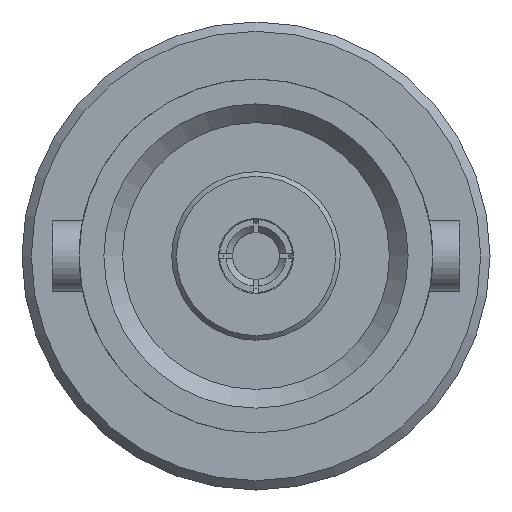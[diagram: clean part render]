
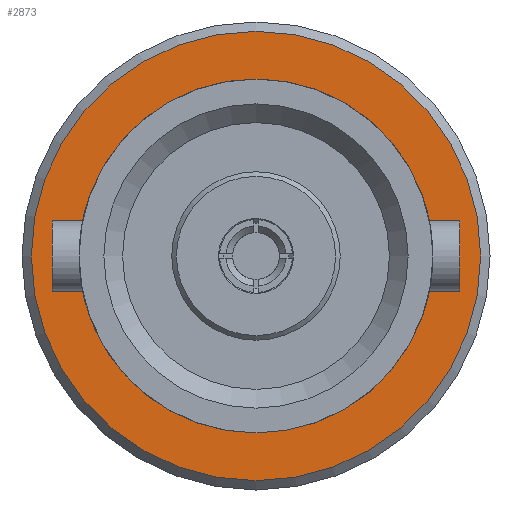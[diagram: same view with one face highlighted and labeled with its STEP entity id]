
A CAD part, left-side view. The second image highlights one B-rep face of the part: STEP entity #2873.
In plain terms, the highlighted planar face has unit normal (-1, 0, 0).
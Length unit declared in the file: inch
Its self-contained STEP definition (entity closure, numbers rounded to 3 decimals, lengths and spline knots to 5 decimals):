
#185 = CARTESIAN_POINT ( 'NONE',  ( 0.92349, 0., 0. ) ) ;
#372 = EDGE_CURVE ( 'NONE', #807, #807, #2516, .T. ) ;
#414 = DIRECTION ( 'NONE',  ( 0., 0., -1. ) ) ;
#447 = CARTESIAN_POINT ( 'NONE',  ( 0.92349, 0., -0.24 ) ) ;
#463 = ORIENTED_EDGE ( 'NONE', *, *, #372, .T. ) ;
#474 = CARTESIAN_POINT ( 'NONE',  ( 0.92349, 0., -0.189 ) ) ;
#597 = FACE_BOUND ( 'NONE', #3941, .T. ) ;
#807 = VERTEX_POINT ( 'NONE', #447 ) ;
#1079 = CARTESIAN_POINT ( 'NONE',  ( 0.92349, 0., 0. ) ) ;
#1772 = CIRCLE ( 'NONE', #4281, 0.189 ) ;
#2071 = CARTESIAN_POINT ( 'NONE',  ( 0.92349, 0., 0. ) ) ;
#2394 = PLANE ( 'NONE',  #2546 ) ;
#2516 = CIRCLE ( 'NONE', #4828, 0.24 ) ;
#2546 = AXIS2_PLACEMENT_3D ( 'NONE', #2071, #3905, #3955 ) ;
#2623 = DIRECTION ( 'NONE',  ( -1., 0., 0. ) ) ;
#2744 = ORIENTED_EDGE ( 'NONE', *, *, #4262, .F. ) ;
#2805 = DIRECTION ( 'NONE',  ( -1., 0., 0. ) ) ;
#2844 = FACE_OUTER_BOUND ( 'NONE', #4659, .T. ) ;
#2873 = ADVANCED_FACE ( 'NONE', ( #2844, #597 ), #2394, .F. ) ;
#3905 = DIRECTION ( 'NONE',  ( 1., 0., 0. ) ) ;
#3941 = EDGE_LOOP ( 'NONE', ( #2744 ) ) ;
#3955 = DIRECTION ( 'NONE',  ( 0., 0., -1. ) ) ;
#4262 = EDGE_CURVE ( 'NONE', #4580, #4580, #1772, .T. ) ;
#4281 = AXIS2_PLACEMENT_3D ( 'NONE', #185, #2805, #4699 ) ;
#4580 = VERTEX_POINT ( 'NONE', #474 ) ;
#4659 = EDGE_LOOP ( 'NONE', ( #463 ) ) ;
#4699 = DIRECTION ( 'NONE',  ( 0., 0., -1. ) ) ;
#4828 = AXIS2_PLACEMENT_3D ( 'NONE', #1079, #2623, #414 ) ;
